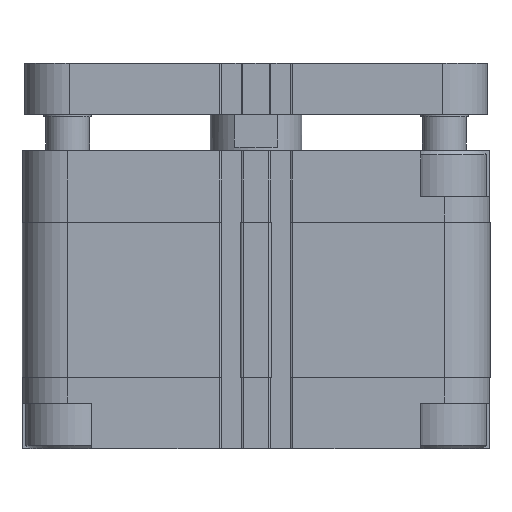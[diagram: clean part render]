
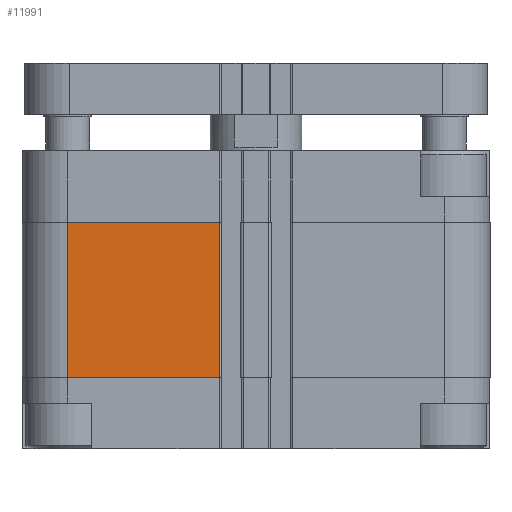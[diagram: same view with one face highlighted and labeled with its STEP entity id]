
A CAD part, front view. The second image highlights one B-rep face of the part: STEP entity #11991.
In plain terms, the highlighted face is planar.
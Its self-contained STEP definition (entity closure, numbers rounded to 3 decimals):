
#2154=ORIENTED_EDGE('',*,*,#5276,.F.);
#2155=ORIENTED_EDGE('',*,*,#5361,.F.);
#2156=ORIENTED_EDGE('',*,*,#4957,.T.);
#2157=ORIENTED_EDGE('',*,*,#5362,.T.);
#4957=EDGE_CURVE('',#6721,#6720,#7775,.T.);
#5276=EDGE_CURVE('',#6921,#6922,#8003,.T.);
#5361=EDGE_CURVE('',#6721,#6921,#8057,.T.);
#5362=EDGE_CURVE('',#6720,#6922,#8058,.T.);
#6720=VERTEX_POINT('',#18400);
#6721=VERTEX_POINT('',#18402);
#6921=VERTEX_POINT('',#19031);
#6922=VERTEX_POINT('',#19033);
#7775=LINE('',#18401,#8863);
#8003=LINE('',#19032,#9091);
#8057=LINE('',#19203,#9145);
#8058=LINE('',#19205,#9146);
#8863=VECTOR('',#14213,1000.);
#9091=VECTOR('',#14845,1000.);
#9145=VECTOR('',#15023,1000.);
#9146=VECTOR('',#15026,1000.);
#9903=EDGE_LOOP('',(#2154,#2155,#2156,#2157));
#10745=FACE_BOUND('',#9903,.T.);
#11502=PLANE('',#12915);
#11991=ADVANCED_FACE('',(#10745),#11502,.T.);
#12915=AXIS2_PLACEMENT_3D('',#19204,#15024,#15025);
#14213=DIRECTION('',(-1.,0.,0.));
#14845=DIRECTION('',(-1.,0.,0.));
#15023=DIRECTION('',(0.,0.,1.));
#15024=DIRECTION('',(0.,1.,0.));
#15025=DIRECTION('',(0.,0.,1.));
#15026=DIRECTION('',(0.,0.,1.));
#18400=CARTESIAN_POINT('',(9.95,64.,-62.));
#18401=CARTESIAN_POINT('',(51.5,64.,-62.));
#18402=CARTESIAN_POINT('',(51.5,64.,-62.));
#19031=CARTESIAN_POINT('',(51.5,64.,-19.5));
#19032=CARTESIAN_POINT('',(51.5,64.,-19.5));
#19033=CARTESIAN_POINT('',(9.95,64.,-19.5));
#19203=CARTESIAN_POINT('',(51.5,64.,-62.));
#19204=CARTESIAN_POINT('',(51.5,64.,-62.));
#19205=CARTESIAN_POINT('',(9.95,64.,-62.));
